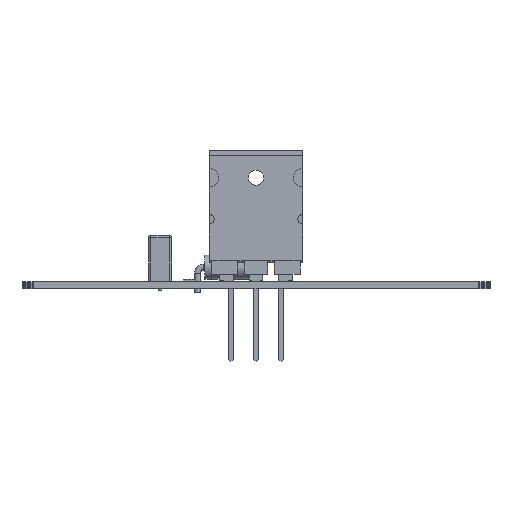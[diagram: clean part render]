
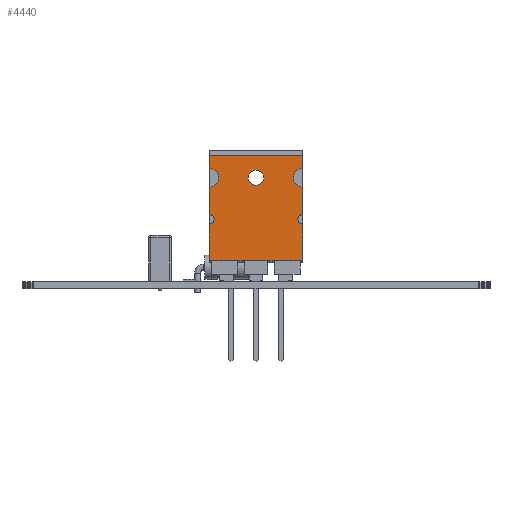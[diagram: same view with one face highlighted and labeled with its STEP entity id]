
A CAD part, front view. The second image highlights one B-rep face of the part: STEP entity #4440.
In plain terms, the highlighted planar face has unit normal (0, -1, 0).
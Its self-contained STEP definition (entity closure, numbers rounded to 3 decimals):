
#94=FACE_BOUND('',#659,.T.);
#217=CIRCLE('',#4801,1.);
#218=CIRCLE('',#4802,2.);
#219=CIRCLE('',#4803,2.);
#220=CIRCLE('',#4804,1.);
#221=CIRCLE('',#4805,1.65);
#421=FACE_OUTER_BOUND('',#658,.T.);
#658=EDGE_LOOP('',(#3141,#3142,#3143,#3144,#3145,#3146,#3147,#3148,#3149,
#3150,#3151,#3152,#3153,#3154,#3155,#3156,#3157,#3158));
#659=EDGE_LOOP('',(#3159));
#973=LINE('',#6607,#1449);
#977=LINE('',#6615,#1453);
#981=LINE('',#6623,#1457);
#988=LINE('',#6636,#1464);
#989=LINE('',#6639,#1465);
#990=LINE('',#6641,#1466);
#991=LINE('',#6643,#1467);
#992=LINE('',#6645,#1468);
#993=LINE('',#6647,#1469);
#994=LINE('',#6649,#1470);
#995=LINE('',#6651,#1471);
#996=LINE('',#6655,#1472);
#997=LINE('',#6659,#1473);
#998=LINE('',#6660,#1474);
#1449=VECTOR('',#5400,1.);
#1453=VECTOR('',#5404,1.);
#1457=VECTOR('',#5408,1.);
#1464=VECTOR('',#5417,1.);
#1465=VECTOR('',#5420,1.);
#1466=VECTOR('',#5421,1.);
#1467=VECTOR('',#5422,1.);
#1468=VECTOR('',#5423,1.);
#1469=VECTOR('',#5424,1.);
#1470=VECTOR('',#5425,1.);
#1471=VECTOR('',#5426,1.);
#1472=VECTOR('',#5429,1.);
#1473=VECTOR('',#5432,1.);
#1474=VECTOR('',#5433,1.);
#1930=VERTEX_POINT('',#6604);
#1931=VERTEX_POINT('',#6606);
#1934=VERTEX_POINT('',#6612);
#1935=VERTEX_POINT('',#6614);
#1938=VERTEX_POINT('',#6620);
#1939=VERTEX_POINT('',#6622);
#1944=VERTEX_POINT('',#6634);
#1945=VERTEX_POINT('',#6638);
#1946=VERTEX_POINT('',#6640);
#1947=VERTEX_POINT('',#6642);
#1948=VERTEX_POINT('',#6644);
#1949=VERTEX_POINT('',#6646);
#1950=VERTEX_POINT('',#6648);
#1951=VERTEX_POINT('',#6650);
#1952=VERTEX_POINT('',#6652);
#1953=VERTEX_POINT('',#6654);
#1954=VERTEX_POINT('',#6656);
#1955=VERTEX_POINT('',#6658);
#1956=VERTEX_POINT('',#6663);
#2379=EDGE_CURVE('',#1930,#1931,#973,.T.);
#2383=EDGE_CURVE('',#1934,#1935,#977,.T.);
#2387=EDGE_CURVE('',#1938,#1939,#981,.T.);
#2394=EDGE_CURVE('',#1930,#1944,#988,.T.);
#2395=EDGE_CURVE('',#1944,#1945,#989,.T.);
#2396=EDGE_CURVE('',#1945,#1946,#990,.T.);
#2397=EDGE_CURVE('',#1946,#1947,#991,.T.);
#2398=EDGE_CURVE('',#1947,#1948,#992,.T.);
#2399=EDGE_CURVE('',#1948,#1949,#993,.T.);
#2400=EDGE_CURVE('',#1949,#1950,#994,.T.);
#2401=EDGE_CURVE('',#1950,#1951,#995,.T.);
#2402=EDGE_CURVE('',#1952,#1951,#217,.T.);
#2403=EDGE_CURVE('',#1952,#1953,#996,.T.);
#2404=EDGE_CURVE('',#1954,#1953,#218,.T.);
#2405=EDGE_CURVE('',#1954,#1955,#997,.T.);
#2406=EDGE_CURVE('',#1939,#1955,#998,.T.);
#2407=EDGE_CURVE('',#1935,#1938,#219,.T.);
#2408=EDGE_CURVE('',#1931,#1934,#220,.T.);
#2409=EDGE_CURVE('',#1956,#1956,#221,.T.);
#3141=ORIENTED_EDGE('',*,*,#2379,.F.);
#3142=ORIENTED_EDGE('',*,*,#2394,.T.);
#3143=ORIENTED_EDGE('',*,*,#2395,.T.);
#3144=ORIENTED_EDGE('',*,*,#2396,.T.);
#3145=ORIENTED_EDGE('',*,*,#2397,.T.);
#3146=ORIENTED_EDGE('',*,*,#2398,.T.);
#3147=ORIENTED_EDGE('',*,*,#2399,.T.);
#3148=ORIENTED_EDGE('',*,*,#2400,.T.);
#3149=ORIENTED_EDGE('',*,*,#2401,.T.);
#3150=ORIENTED_EDGE('',*,*,#2402,.F.);
#3151=ORIENTED_EDGE('',*,*,#2403,.T.);
#3152=ORIENTED_EDGE('',*,*,#2404,.F.);
#3153=ORIENTED_EDGE('',*,*,#2405,.T.);
#3154=ORIENTED_EDGE('',*,*,#2406,.F.);
#3155=ORIENTED_EDGE('',*,*,#2387,.F.);
#3156=ORIENTED_EDGE('',*,*,#2407,.F.);
#3157=ORIENTED_EDGE('',*,*,#2383,.F.);
#3158=ORIENTED_EDGE('',*,*,#2408,.F.);
#3159=ORIENTED_EDGE('',*,*,#2409,.F.);
#4099=PLANE('',#4800);
#4440=ADVANCED_FACE('',(#421,#94),#4099,.T.);
#4800=AXIS2_PLACEMENT_3D('',#6637,#5418,#5419);
#4801=AXIS2_PLACEMENT_3D('',#6653,#5427,#5428);
#4802=AXIS2_PLACEMENT_3D('',#6657,#5430,#5431);
#4803=AXIS2_PLACEMENT_3D('',#6661,#5434,#5435);
#4804=AXIS2_PLACEMENT_3D('',#6662,#5436,#5437);
#4805=AXIS2_PLACEMENT_3D('',#6664,#5438,#5439);
#5400=DIRECTION('',(0.,0.,1.));
#5404=DIRECTION('',(0.,0.,1.));
#5408=DIRECTION('',(0.,0.,1.));
#5417=DIRECTION('',(1.,0.,0.));
#5418=DIRECTION('center_axis',(0.,-1.,0.));
#5419=DIRECTION('ref_axis',(0.,0.,1.));
#5420=DIRECTION('',(1.,0.,0.));
#5421=DIRECTION('',(1.,0.,0.));
#5422=DIRECTION('',(1.,0.,0.));
#5423=DIRECTION('',(1.,0.,0.));
#5424=DIRECTION('',(1.,0.,0.));
#5425=DIRECTION('',(1.,0.,0.));
#5426=DIRECTION('',(0.,0.,1.));
#5427=DIRECTION('center_axis',(0.,-1.,0.));
#5428=DIRECTION('ref_axis',(0.,0.,-1.));
#5429=DIRECTION('',(0.,0.,1.));
#5430=DIRECTION('center_axis',(0.,-1.,0.));
#5431=DIRECTION('ref_axis',(0.,0.,-1.));
#5432=DIRECTION('',(0.,0.,1.));
#5433=DIRECTION('',(1.,0.,0.));
#5434=DIRECTION('center_axis',(0.,-1.,0.));
#5435=DIRECTION('ref_axis',(0.,0.,-1.));
#5436=DIRECTION('center_axis',(0.,-1.,0.));
#5437=DIRECTION('ref_axis',(0.,0.,-1.));
#5438=DIRECTION('center_axis',(0.,-1.,0.));
#5439=DIRECTION('ref_axis',(0.,0.,-1.));
#6604=CARTESIAN_POINT('',(-4.65,-1.525,4.5));
#6606=CARTESIAN_POINT('',(-4.65,-1.525,12.5));
#6607=CARTESIAN_POINT('',(-4.65,-1.525,4.5));
#6612=CARTESIAN_POINT('',(-4.65,-1.525,14.5));
#6614=CARTESIAN_POINT('',(-4.65,-1.525,20.5));
#6615=CARTESIAN_POINT('',(-4.65,-1.525,4.5));
#6620=CARTESIAN_POINT('',(-4.65,-1.525,24.5));
#6622=CARTESIAN_POINT('',(-4.65,-1.525,27.408));
#6623=CARTESIAN_POINT('',(-4.65,-1.525,4.5));
#6634=CARTESIAN_POINT('',(-4.15,-1.525,4.5));
#6636=CARTESIAN_POINT('',(-4.65,-1.525,4.5));
#6637=CARTESIAN_POINT('Origin',(-4.65,-1.525,4.5));
#6638=CARTESIAN_POINT('',(1.45,-1.525,4.5));
#6639=CARTESIAN_POINT('',(-4.65,-1.525,4.5));
#6640=CARTESIAN_POINT('',(2.95,-1.525,4.5));
#6641=CARTESIAN_POINT('',(-4.65,-1.525,4.5));
#6642=CARTESIAN_POINT('',(7.95,-1.525,4.5));
#6643=CARTESIAN_POINT('',(-4.65,-1.525,4.5));
#6644=CARTESIAN_POINT('',(9.45,-1.525,4.5));
#6645=CARTESIAN_POINT('',(-4.65,-1.525,4.5));
#6646=CARTESIAN_POINT('',(15.05,-1.525,4.5));
#6647=CARTESIAN_POINT('',(-4.65,-1.525,4.5));
#6648=CARTESIAN_POINT('',(15.55,-1.525,4.5));
#6649=CARTESIAN_POINT('',(-4.65,-1.525,4.5));
#6650=CARTESIAN_POINT('',(15.55,-1.525,12.5));
#6651=CARTESIAN_POINT('',(15.55,-1.525,4.5));
#6652=CARTESIAN_POINT('',(15.55,-1.525,14.5));
#6653=CARTESIAN_POINT('Origin',(15.55,-1.525,13.5));
#6654=CARTESIAN_POINT('',(15.55,-1.525,20.5));
#6655=CARTESIAN_POINT('',(15.55,-1.525,4.5));
#6656=CARTESIAN_POINT('',(15.55,-1.525,24.5));
#6657=CARTESIAN_POINT('Origin',(15.55,-1.525,22.5));
#6658=CARTESIAN_POINT('',(15.55,-1.525,27.408));
#6659=CARTESIAN_POINT('',(15.55,-1.525,4.5));
#6660=CARTESIAN_POINT('',(-4.65,-1.525,27.408));
#6661=CARTESIAN_POINT('Origin',(-4.65,-1.525,22.5));
#6662=CARTESIAN_POINT('Origin',(-4.65,-1.525,13.5));
#6663=CARTESIAN_POINT('',(5.45,-1.525,24.15));
#6664=CARTESIAN_POINT('Origin',(5.45,-1.525,22.5));
